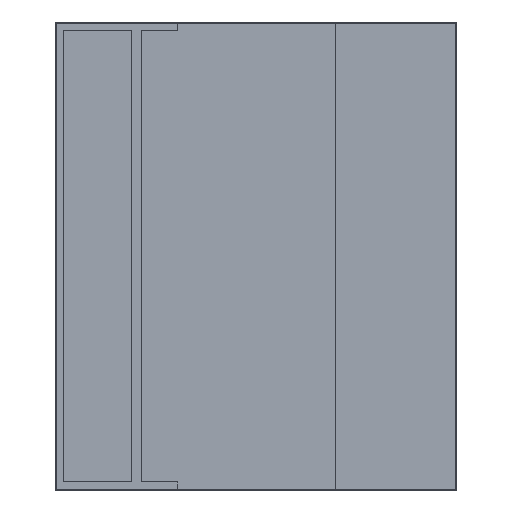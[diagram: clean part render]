
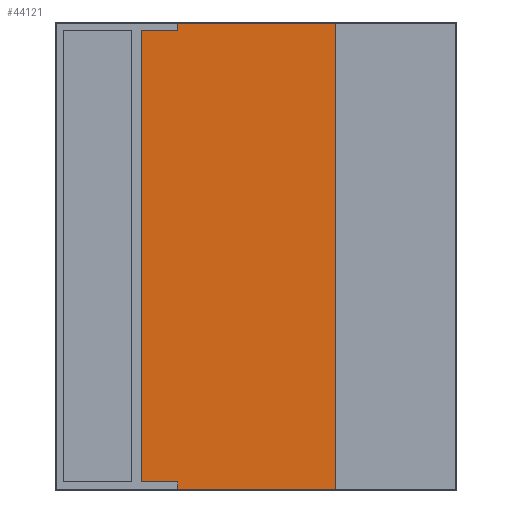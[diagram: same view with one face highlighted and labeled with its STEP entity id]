
A CAD part, front view. The second image highlights one B-rep face of the part: STEP entity #44121.
In plain terms, the highlighted planar face has unit normal (0, -1, 0).
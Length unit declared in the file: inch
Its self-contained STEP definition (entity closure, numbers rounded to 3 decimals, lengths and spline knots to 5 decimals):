
#575 = LINE ( 'NONE', #29606, #7627 ) ;
#1189 = EDGE_CURVE ( 'NONE', #36889, #4248, #24013, .T. ) ;
#2289 = CARTESIAN_POINT ( 'NONE',  ( 1.08, 0.178, -0.005 ) ) ;
#2405 = DIRECTION ( 'NONE',  ( 0., 0., -1. ) ) ;
#2597 = CARTESIAN_POINT ( 'NONE',  ( 1.08, 0.178, -4.135 ) ) ;
#3148 = VERTEX_POINT ( 'NONE', #27771 ) ;
#3791 = EDGE_CURVE ( 'NONE', #4248, #46221, #20243, .T. ) ;
#4248 = VERTEX_POINT ( 'NONE', #2289 ) ;
#4726 = DIRECTION ( 'NONE',  ( 1., 0., 0. ) ) ;
#5322 = VERTEX_POINT ( 'NONE', #27039 ) ;
#5516 = DIRECTION ( 'NONE',  ( -1., 0., 0. ) ) ;
#5624 = VECTOR ( 'NONE', #21334, 39.37008 ) ;
#6636 = ORIENTED_EDGE ( 'NONE', *, *, #27778, .T. ) ;
#6812 = AXIS2_PLACEMENT_3D ( 'NONE', #41419, #40958, #37191 ) ;
#7627 = VECTOR ( 'NONE', #5516, 39.37008 ) ;
#9109 = CARTESIAN_POINT ( 'NONE',  ( 1.08, 0.178, -4.14 ) ) ;
#9886 = EDGE_CURVE ( 'NONE', #5322, #36028, #20436, .T. ) ;
#10188 = CARTESIAN_POINT ( 'NONE',  ( 0., 0.178, -0.005 ) ) ;
#11887 = CARTESIAN_POINT ( 'NONE',  ( 0., 0.178, -4.135 ) ) ;
#13632 = DIRECTION ( 'NONE',  ( 0., 0., 1. ) ) ;
#14853 = EDGE_CURVE ( 'NONE', #46221, #39988, #575, .T. ) ;
#15104 = EDGE_CURVE ( 'NONE', #39988, #5322, #28324, .T. ) ;
#15762 = DIRECTION ( 'NONE',  ( 0., 0., -1. ) ) ;
#16777 = CARTESIAN_POINT ( 'NONE',  ( 2.48, 0.178, -0.005 ) ) ;
#17449 = CARTESIAN_POINT ( 'NONE',  ( 0.76, 0.178, -0.072 ) ) ;
#20243 = LINE ( 'NONE', #30724, #26122 ) ;
#20436 = LINE ( 'NONE', #45366, #41281 ) ;
#21334 = DIRECTION ( 'NONE',  ( -1., 0., 0. ) ) ;
#23606 = ORIENTED_EDGE ( 'NONE', *, *, #3791, .T. ) ;
#24013 = LINE ( 'NONE', #10188, #5624 ) ;
#24842 = LINE ( 'NONE', #46386, #36772 ) ;
#26122 = VECTOR ( 'NONE', #2405, 39.37008 ) ;
#27039 = CARTESIAN_POINT ( 'NONE',  ( 0.76, 0.178, -4.068 ) ) ;
#27771 = CARTESIAN_POINT ( 'NONE',  ( 2.48, 0.178, -4.135 ) ) ;
#27778 = EDGE_CURVE ( 'NONE', #34863, #3148, #44395, .T. ) ;
#28324 = LINE ( 'NONE', #46307, #42492 ) ;
#28660 = EDGE_LOOP ( 'NONE', ( #30721, #6636, #41410, #39221, #23606, #28733, #34686, #39170 ) ) ;
#28733 = ORIENTED_EDGE ( 'NONE', *, *, #14853, .T. ) ;
#29166 = FACE_OUTER_BOUND ( 'NONE', #28660, .T. ) ;
#29606 = CARTESIAN_POINT ( 'NONE',  ( 1.08, 0.178, -0.072 ) ) ;
#30721 = ORIENTED_EDGE ( 'NONE', *, *, #42444, .T. ) ;
#30724 = CARTESIAN_POINT ( 'NONE',  ( 1.08, 0.178, -0.072 ) ) ;
#31648 = VECTOR ( 'NONE', #15762, 39.37008 ) ;
#34686 = ORIENTED_EDGE ( 'NONE', *, *, #15104, .T. ) ;
#34863 = VERTEX_POINT ( 'NONE', #2597 ) ;
#36028 = VERTEX_POINT ( 'NONE', #43156 ) ;
#36772 = VECTOR ( 'NONE', #13632, 39.37008 ) ;
#36889 = VERTEX_POINT ( 'NONE', #16777 ) ;
#37191 = DIRECTION ( 'NONE',  ( 0., 0., -1. ) ) ;
#39170 = ORIENTED_EDGE ( 'NONE', *, *, #9886, .T. ) ;
#39221 = ORIENTED_EDGE ( 'NONE', *, *, #1189, .T. ) ;
#39949 = EDGE_CURVE ( 'NONE', #3148, #36889, #24842, .T. ) ;
#39988 = VERTEX_POINT ( 'NONE', #17449 ) ;
#40958 = DIRECTION ( 'NONE',  ( 0., -1., 0. ) ) ;
#41154 = CARTESIAN_POINT ( 'NONE',  ( 1.08, 0.178, -0.072 ) ) ;
#41195 = VECTOR ( 'NONE', #4726, 39.37008 ) ;
#41281 = VECTOR ( 'NONE', #42264, 39.37008 ) ;
#41410 = ORIENTED_EDGE ( 'NONE', *, *, #39949, .T. ) ;
#41419 = CARTESIAN_POINT ( 'NONE',  ( 0., 0.178, 0. ) ) ;
#42041 = DIRECTION ( 'NONE',  ( 0., 0., -1. ) ) ;
#42264 = DIRECTION ( 'NONE',  ( 1., 0., 0. ) ) ;
#42444 = EDGE_CURVE ( 'NONE', #36028, #34863, #45202, .T. ) ;
#42492 = VECTOR ( 'NONE', #42041, 39.37008 ) ;
#43156 = CARTESIAN_POINT ( 'NONE',  ( 1.08, 0.178, -4.068 ) ) ;
#44121 = ADVANCED_FACE ( 'NONE', ( #29166 ), #46931, .T. ) ;
#44395 = LINE ( 'NONE', #11887, #41195 ) ;
#45202 = LINE ( 'NONE', #9109, #31648 ) ;
#45366 = CARTESIAN_POINT ( 'NONE',  ( 1.08, 0.178, -4.068 ) ) ;
#46221 = VERTEX_POINT ( 'NONE', #41154 ) ;
#46307 = CARTESIAN_POINT ( 'NONE',  ( 0.76, 0.178, -0.072 ) ) ;
#46386 = CARTESIAN_POINT ( 'NONE',  ( 2.48, 0.178, -4.14 ) ) ;
#46931 = PLANE ( 'NONE',  #6812 ) ;
